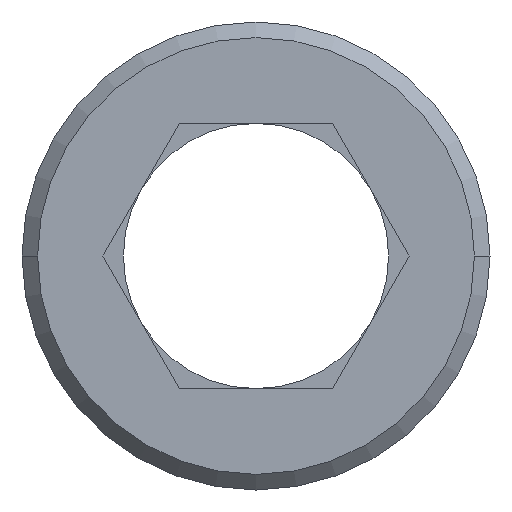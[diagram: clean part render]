
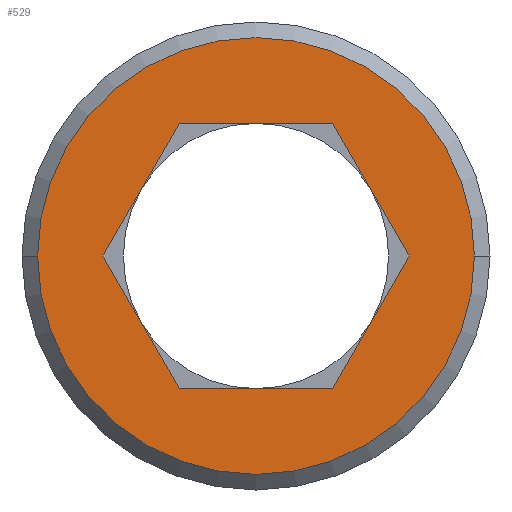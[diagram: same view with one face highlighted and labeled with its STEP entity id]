
A CAD part, front view. The second image highlights one B-rep face of the part: STEP entity #529.
In plain terms, the highlighted planar face has unit normal (0, -1, 0).
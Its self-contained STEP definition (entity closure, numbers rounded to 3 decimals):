
#113=DIRECTION('',(-0.5,0.,-0.866));
#114=VECTOR('',#113,9.815);
#115=CARTESIAN_POINT('',(-4.907,0.,8.5));
#116=LINE('',#115,#114);
#117=DIRECTION('',(0.5,0.,-0.866));
#118=VECTOR('',#117,9.815);
#119=CARTESIAN_POINT('',(-9.815,0.,0.));
#120=LINE('',#119,#118);
#121=DIRECTION('',(1.,0.,0.));
#122=VECTOR('',#121,9.815);
#123=CARTESIAN_POINT('',(-4.907,0.,-8.5));
#124=LINE('',#123,#122);
#125=DIRECTION('',(0.5,0.,0.866));
#126=VECTOR('',#125,9.815);
#127=CARTESIAN_POINT('',(4.907,0.,-8.5));
#128=LINE('',#127,#126);
#129=DIRECTION('',(-0.5,0.,0.866));
#130=VECTOR('',#129,9.815);
#131=CARTESIAN_POINT('',(9.815,0.,0.));
#132=LINE('',#131,#130);
#133=DIRECTION('',(-1.,0.,0.));
#134=VECTOR('',#133,9.815);
#135=CARTESIAN_POINT('',(4.907,0.,8.5));
#136=LINE('',#135,#134);
#137=CARTESIAN_POINT('',(0.,0.,0.));
#138=DIRECTION('',(0.,-1.,0.));
#139=DIRECTION('',(-1.,0.,0.));
#140=AXIS2_PLACEMENT_3D('',#137,#138,#139);
#142=CARTESIAN_POINT('',(0.,0.,0.));
#143=DIRECTION('',(0.,-1.,0.));
#144=DIRECTION('',(1.,0.,0.));
#145=AXIS2_PLACEMENT_3D('',#142,#143,#144);
#229=CARTESIAN_POINT('',(-4.907,0.,8.5));
#230=CARTESIAN_POINT('',(-9.815,0.,0.));
#231=VERTEX_POINT('',#229);
#232=VERTEX_POINT('',#230);
#233=CARTESIAN_POINT('',(-4.907,0.,-8.5));
#234=VERTEX_POINT('',#233);
#235=CARTESIAN_POINT('',(4.907,0.,-8.5));
#236=VERTEX_POINT('',#235);
#237=CARTESIAN_POINT('',(9.815,0.,0.));
#238=VERTEX_POINT('',#237);
#239=CARTESIAN_POINT('',(4.907,0.,8.5));
#240=VERTEX_POINT('',#239);
#253=CARTESIAN_POINT('',(-14.,0.,0.));
#254=CARTESIAN_POINT('',(14.,0.,0.));
#255=VERTEX_POINT('',#253);
#256=VERTEX_POINT('',#254);
#506=CARTESIAN_POINT('',(0.,0.,0.));
#507=DIRECTION('',(0.,1.,0.));
#508=DIRECTION('',(1.,0.,0.));
#509=AXIS2_PLACEMENT_3D('',#506,#507,#508);
#510=PLANE('',#509);
#511=ORIENTED_EDGE('',*,*,#496,.F.);
#513=ORIENTED_EDGE('',*,*,#512,.F.);
#514=EDGE_LOOP('',(#511,#513));
#515=FACE_OUTER_BOUND('',#514,.F.);
#517=ORIENTED_EDGE('',*,*,#516,.T.);
#519=ORIENTED_EDGE('',*,*,#518,.T.);
#521=ORIENTED_EDGE('',*,*,#520,.T.);
#523=ORIENTED_EDGE('',*,*,#522,.T.);
#525=ORIENTED_EDGE('',*,*,#524,.T.);
#526=ORIENTED_EDGE('',*,*,#304,.T.);
#527=EDGE_LOOP('',(#517,#519,#521,#523,#525,#526));
#528=FACE_BOUND('',#527,.F.);
#529=ADVANCED_FACE('',(#515,#528),#510,.F.);
#141=CIRCLE('',#140,14.);
#146=CIRCLE('',#145,14.);
#304=EDGE_CURVE('',#240,#231,#136,.T.);
#496=EDGE_CURVE('',#255,#256,#141,.T.);
#512=EDGE_CURVE('',#256,#255,#146,.T.);
#516=EDGE_CURVE('',#231,#232,#116,.T.);
#518=EDGE_CURVE('',#232,#234,#120,.T.);
#520=EDGE_CURVE('',#234,#236,#124,.T.);
#522=EDGE_CURVE('',#236,#238,#128,.T.);
#524=EDGE_CURVE('',#238,#240,#132,.T.);
